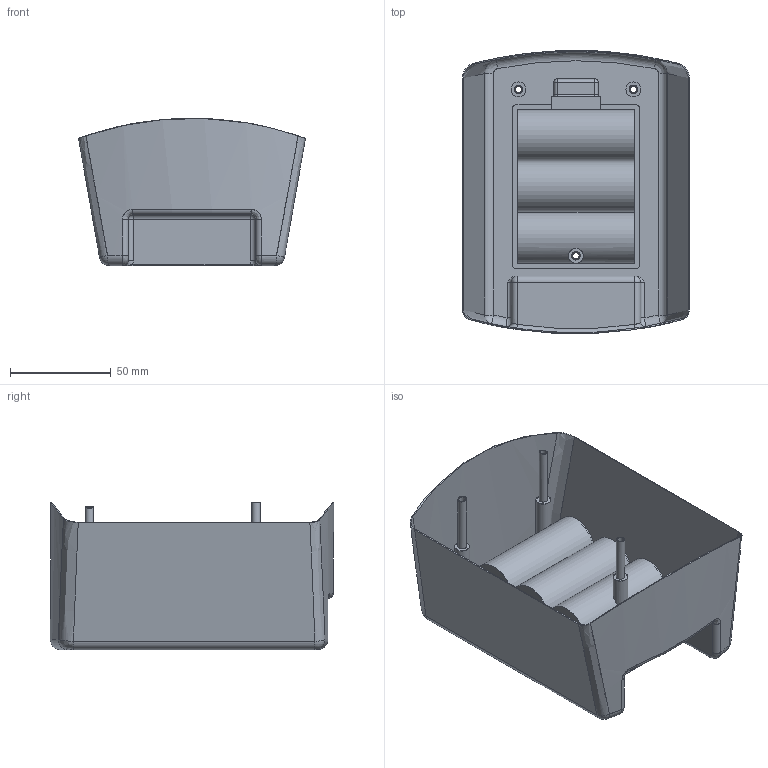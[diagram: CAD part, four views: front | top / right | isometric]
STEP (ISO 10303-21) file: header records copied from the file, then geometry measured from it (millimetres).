
FILE_DESCRIPTION(/* description */ (''),/* implementation_level */ '2;1');
FILE_NAME(/* name */ 'SpkBack',/* time_stamp */ '1999-06-17T17:22:09-04:00',/* author */ ('PC User'),/* organization */ ('3D/EYE, Inc.'),/* preprocessor_version */ 'ST-DEVELOPER 1.6',/* originating_system */ 'IronCAD2.0',/* authorisation */ '');
FILE_SCHEMA (('CONFIG_CONTROL_DESIGN'));
Products named in the file (1): 1
Bounding box: 112.4 x 140.24 x 73.03 mm (x, y, z)
Volume: 29208 mm3; surface area: 114869.8 mm2
Topology: 1 solids, 1 shells, 186 faces, 459 edges, 273 vertices
Faces by surface type: cylinder 74, plane 60, torus 20, bspline 20, sphere 12
Full cylindrical faces by diameter (mm): 3.175 x3, 4.191 x3, 6.35 x3, 7.366 x3
Entity records: 8976 total; most frequent: CARTESIAN_POINT 4095, ORIENTED_EDGE 860, DIRECTION 770, EDGE_CURVE 430, INTERSECTION_CURVE 430, AXIS2_PLACEMENT_3D 340, VERTEX_POINT 268, FACE_BOUND 214
